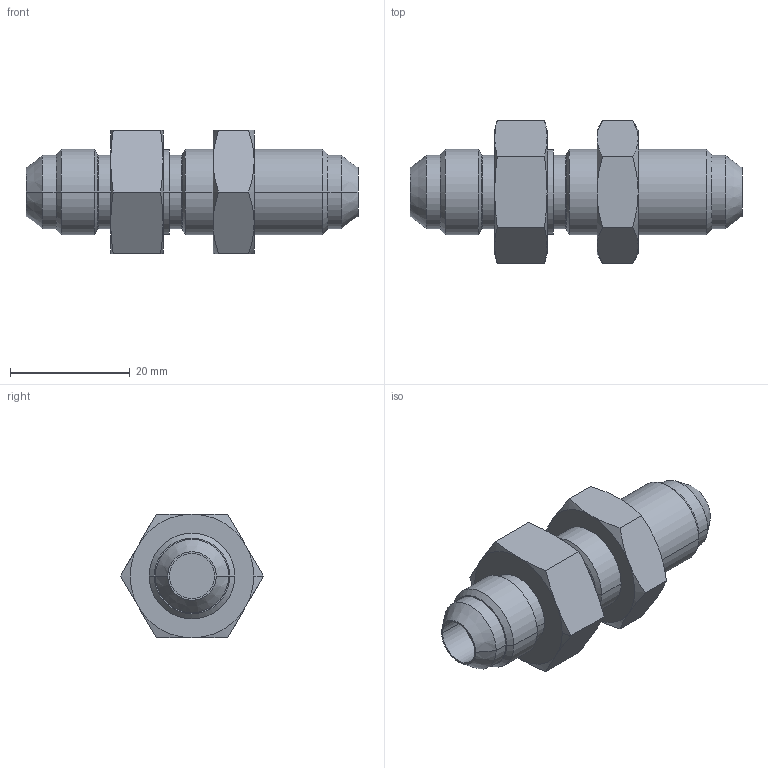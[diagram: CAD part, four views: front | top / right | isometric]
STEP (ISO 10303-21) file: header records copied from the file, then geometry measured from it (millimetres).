
FILE_DESCRIPTION((''),'2;1');
FILE_NAME('ILC30705566','2018-11-27T',('maj'),(''),'PRO/ENGINEER BY PARAMETRIC TECHNOLOGY CORPORATION, 2013320','PRO/ENGINEER BY PARAMETRIC TECHNOLOGY CORPORATION, 2013320','');
FILE_SCHEMA(('AUTOMOTIVE_DESIGN { 1 0 10303 214 1 1 1 1 }'));
Length unit declared in the file: inch
Products named in the file (1): ILC30705566
Bounding box: 55.37 x 23.82 x 20.62 mm (x, y, z)
Volume: 8750.3 mm3; surface area: 6823.6 mm2
Topology: 1 solids, 3 shells, 85 faces, 174 edges, 102 vertices
Faces by surface type: cone 38, plane 25, cylinder 22
Entity records: 3003 total; most frequent: CARTESIAN_POINT 628, DIRECTION 376, ORIENTED_EDGE 348, PRESENTATION_STYLE_ASSIGNMENT 177, STYLED_ITEM 177, CURVE_STYLE 174, EDGE_CURVE 174, AXIS2_PLACEMENT_3D 164
